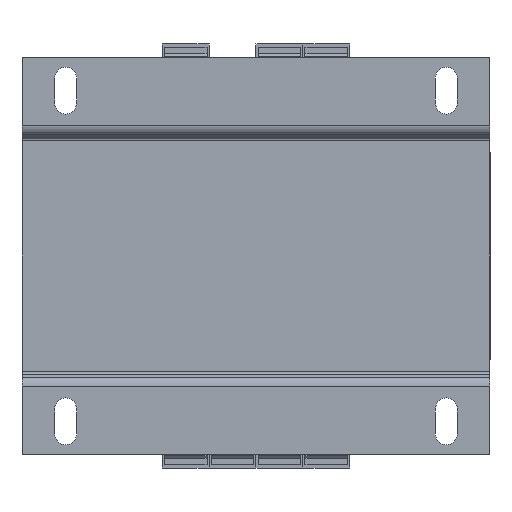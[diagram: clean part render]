
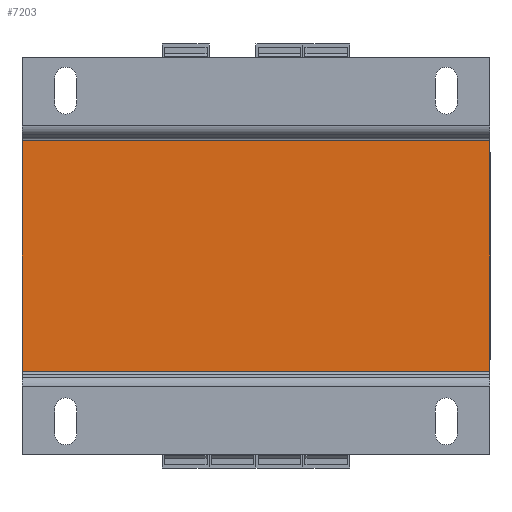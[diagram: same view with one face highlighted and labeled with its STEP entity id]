
A CAD part, front view. The second image highlights one B-rep face of the part: STEP entity #7203.
In plain terms, the highlighted planar face has unit normal (0, -1, 0).
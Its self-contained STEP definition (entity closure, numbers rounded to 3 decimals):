
#499 = VECTOR ( 'NONE', #6718, 1000. ) ;
#756 = EDGE_LOOP ( 'NONE', ( #3438, #1217, #14004, #15955 ) ) ;
#1217 = ORIENTED_EDGE ( 'NONE', *, *, #3570, .F. ) ;
#2569 = FACE_OUTER_BOUND ( 'NONE', #756, .T. ) ;
#2864 = CARTESIAN_POINT ( 'NONE',  ( 75., -65., 37. ) ) ;
#2874 = EDGE_CURVE ( 'NONE', #13752, #7984, #11512, .T. ) ;
#3438 = ORIENTED_EDGE ( 'NONE', *, *, #2874, .F. ) ;
#3570 = EDGE_CURVE ( 'NONE', #12869, #13752, #8062, .T. ) ;
#3827 = PLANE ( 'NONE',  #7502 ) ;
#3900 = LINE ( 'NONE', #10941, #7083 ) ;
#4122 = CARTESIAN_POINT ( 'NONE',  ( 75., -65., -37. ) ) ;
#5938 = DIRECTION ( 'NONE',  ( -1., 0., 0. ) ) ;
#5950 = EDGE_CURVE ( 'NONE', #7984, #9568, #12467, .T. ) ;
#6373 = VECTOR ( 'NONE', #5938, 1000. ) ;
#6718 = DIRECTION ( 'NONE',  ( 0., 0., 1. ) ) ;
#6789 = EDGE_CURVE ( 'NONE', #12869, #9568, #3900, .T. ) ;
#7083 = VECTOR ( 'NONE', #16413, 1000. ) ;
#7190 = CARTESIAN_POINT ( 'NONE',  ( 0., -65., -37. ) ) ;
#7203 = ADVANCED_FACE ( 'NONE', ( #2569 ), #3827, .F. ) ;
#7502 = AXIS2_PLACEMENT_3D ( 'NONE', #7885, #10686, #17298 ) ;
#7885 = CARTESIAN_POINT ( 'NONE',  ( 0., -65., 0. ) ) ;
#7984 = VERTEX_POINT ( 'NONE', #9553 ) ;
#8062 = LINE ( 'NONE', #14187, #12549 ) ;
#9553 = CARTESIAN_POINT ( 'NONE',  ( -75., -65., -37. ) ) ;
#9568 = VERTEX_POINT ( 'NONE', #10879 ) ;
#10686 = DIRECTION ( 'NONE',  ( 0., 1., 0. ) ) ;
#10879 = CARTESIAN_POINT ( 'NONE',  ( -75., -65., 37. ) ) ;
#10941 = CARTESIAN_POINT ( 'NONE',  ( 0., -65., 37. ) ) ;
#11512 = LINE ( 'NONE', #7190, #6373 ) ;
#12467 = LINE ( 'NONE', #17630, #499 ) ;
#12549 = VECTOR ( 'NONE', #12716, 1000. ) ;
#12716 = DIRECTION ( 'NONE',  ( 0., 0., -1. ) ) ;
#12869 = VERTEX_POINT ( 'NONE', #2864 ) ;
#13752 = VERTEX_POINT ( 'NONE', #4122 ) ;
#14004 = ORIENTED_EDGE ( 'NONE', *, *, #6789, .T. ) ;
#14187 = CARTESIAN_POINT ( 'NONE',  ( 75., -65., 63.75 ) ) ;
#15955 = ORIENTED_EDGE ( 'NONE', *, *, #5950, .F. ) ;
#16413 = DIRECTION ( 'NONE',  ( -1., 0., 0. ) ) ;
#17298 = DIRECTION ( 'NONE',  ( 0., 0., -1. ) ) ;
#17630 = CARTESIAN_POINT ( 'NONE',  ( -75., -65., 63.75 ) ) ;
